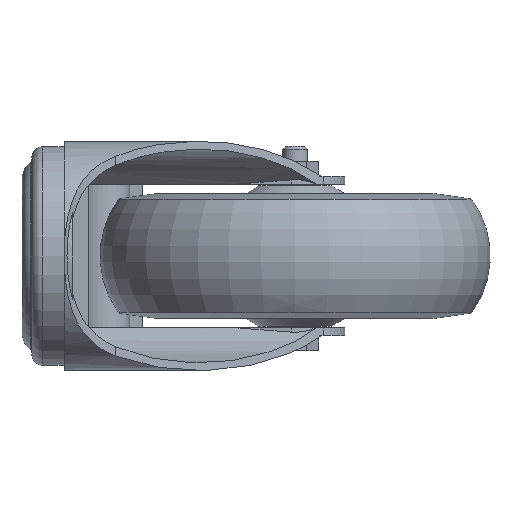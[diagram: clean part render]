
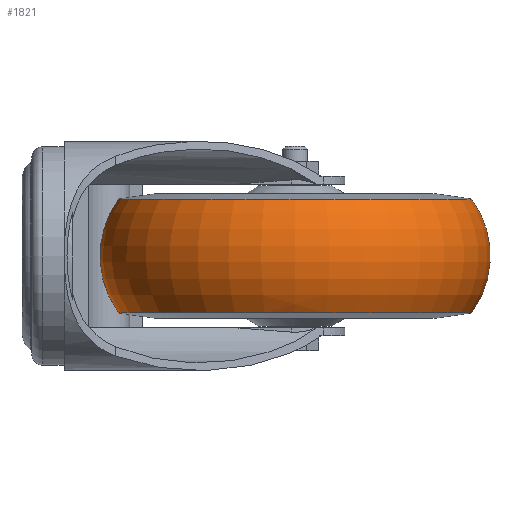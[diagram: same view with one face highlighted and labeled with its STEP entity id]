
A CAD part, left-side view. The second image highlights one B-rep face of the part: STEP entity #1821.
In plain terms, the highlighted toroidal (fillet/blend) face has major radius 31.5 mm and minor radius 31 mm.
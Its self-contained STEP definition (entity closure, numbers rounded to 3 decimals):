
#20=TOROIDAL_SURFACE('',#2007,31.5,31.);
#141=CIRCLE('',#2006,56.559);
#142=CIRCLE('',#2008,56.559);
#520=ORIENTED_EDGE('',*,*,#862,.T.);
#521=ORIENTED_EDGE('',*,*,#863,.F.);
#862=EDGE_CURVE('',#1047,#1047,#141,.T.);
#863=EDGE_CURVE('',#1048,#1048,#142,.T.);
#1047=VERTEX_POINT('',#3111);
#1048=VERTEX_POINT('',#3114);
#1457=EDGE_LOOP('',(#520));
#1458=EDGE_LOOP('',(#521));
#1619=FACE_BOUND('',#1457,.T.);
#1620=FACE_BOUND('',#1458,.T.);
#1821=ADVANCED_FACE('',(#1619,#1620),#20,.T.);
#2006=AXIS2_PLACEMENT_3D('',#3110,#2476,#2477);
#2007=AXIS2_PLACEMENT_3D('',#3112,#2478,#2479);
#2008=AXIS2_PLACEMENT_3D('',#3113,#2480,#2481);
#2476=DIRECTION('',(0.,0.,-1.));
#2477=DIRECTION('',(-1.,0.,0.));
#2478=DIRECTION('',(0.,0.,-1.));
#2479=DIRECTION('',(-1.,0.,0.));
#2480=DIRECTION('',(0.,0.,-1.));
#2481=DIRECTION('',(-1.,0.,0.));
#3110=CARTESIAN_POINT('',(0.,0.,18.25));
#3111=CARTESIAN_POINT('',(-56.559,0.,18.25));
#3112=CARTESIAN_POINT('',(0.,0.,0.));
#3113=CARTESIAN_POINT('',(0.,0.,-18.25));
#3114=CARTESIAN_POINT('',(-56.559,0.,-18.25));
